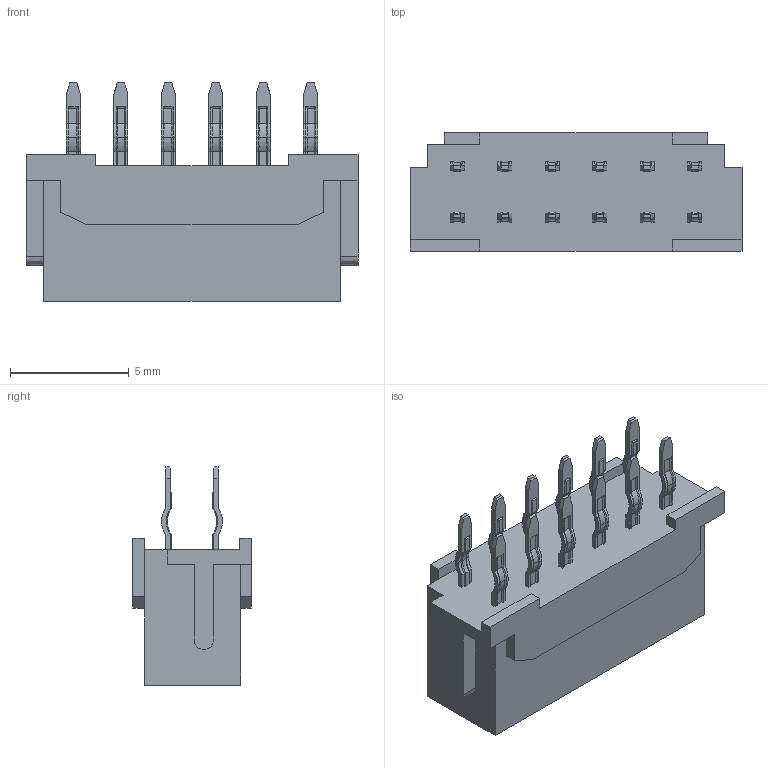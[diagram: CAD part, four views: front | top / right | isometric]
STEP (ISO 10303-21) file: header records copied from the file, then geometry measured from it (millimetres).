
FILE_DESCRIPTION(('OneSpaceDesigner STEP Export'),'2;1');
FILE_NAME('DF11-12DS-2DSA.stp','2007-03-22T14:10:32',(''),(''),'OneSpace Designer STEP processor (Jan. 2003) for AP214(CD)(Solid Model)','OneSpace Designer 12.00 10-Sep-2003 (C) CoCreate Software GmbH','');
FILE_SCHEMA(('AUTOMOTIVE_DESIGN_CC2 {1 2 10303 214 -1 1 5 1}'));
Length unit declared in the file: millimetre
Products named in the file (2): DF11-12DS-2DSAÈª
Assembly tree (1 placements, depth 2):
  DF11-12DS-2DSAÈª
    DF11-12DS-2DSAÈª
Bounding box: 14 x 5 x 9.2 mm (x, y, z)
Volume: 326.5 mm3; surface area: 433.5 mm2
Topology: 1 solids, 1 shells, 658 faces, 1702 edges, 1070 vertices
Faces by surface type: plane 294, cylinder 264, torus 96, bspline 4
Entity records: 24067 total; most frequent: CARTESIAN_POINT 9310, ORIENTED_EDGE 3404, DIRECTION 2452, EDGE_CURVE 1702, VERTEX_POINT 1070, VECTOR 1020, LINE 1020, AXIS2_PLACEMENT_3D 716
